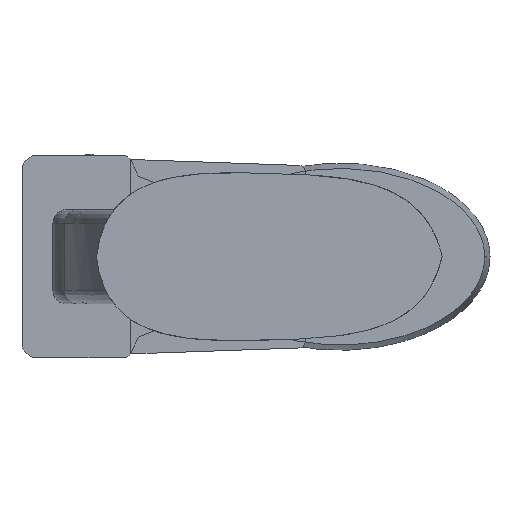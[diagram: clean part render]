
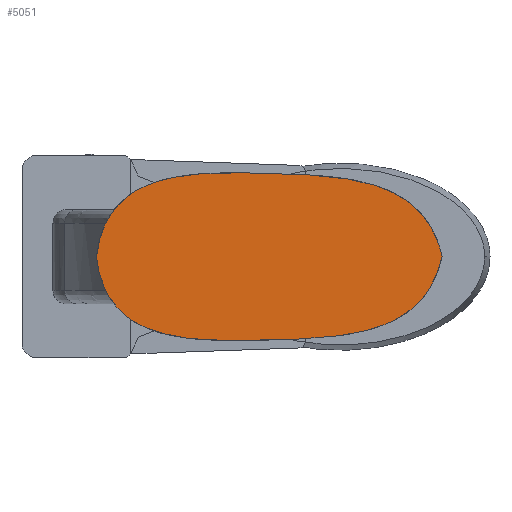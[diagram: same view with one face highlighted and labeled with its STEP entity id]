
A CAD part, front view. The second image highlights one B-rep face of the part: STEP entity #5051.
In plain terms, the highlighted planar face has unit normal (0, -1, 0).
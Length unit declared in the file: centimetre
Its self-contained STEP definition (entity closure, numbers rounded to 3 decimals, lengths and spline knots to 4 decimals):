
#240 = PLANE ( 'NONE',  #3553 ) ;
#364 = ORIENTED_EDGE ( 'NONE', *, *, #7153, .F. ) ;
#457 = ORIENTED_EDGE ( 'NONE', *, *, #6728, .F. ) ;
#628 = CARTESIAN_POINT ( 'NONE',  ( 25.638, 0., 12.5828 ) ) ;
#864 = DIRECTION ( 'NONE',  ( 0., 0., -1. ) ) ;
#1256 = CARTESIAN_POINT ( 'NONE',  ( 51.4, 0., 0. ) ) ;
#1263 = B_SPLINE_CURVE_WITH_KNOTS ( 'NONE', 3,
 ( #6869, #3112, #628, #5000, #1256 ),
 .UNSPECIFIED., .F., .F.,
 ( 4, 1, 4 ),
 ( 0., 0.5067, 1. ),
 .UNSPECIFIED. ) ;
#1497 = VERTEX_POINT ( 'NONE', #7662 ) ;
#2091 = CARTESIAN_POINT ( 'NONE',  ( 25.2266, 0., 12.4127 ) ) ;
#2124 = B_SPLINE_CURVE_WITH_KNOTS ( 'NONE', 3,
 ( #7275, #5933, #7303, #3555, #7934 ),
 .UNSPECIFIED., .F., .F.,
 ( 4, 1, 4 ),
 ( 0., 0.4933, 1. ),
 .UNSPECIFIED. ) ;
#2431 = VERTEX_POINT ( 'NONE', #5089 ) ;
#3112 = CARTESIAN_POINT ( 'NONE',  ( 1.479, 0., 12.8702 ) ) ;
#3553 = AXIS2_PLACEMENT_3D ( 'NONE', #2091, #4605, #864 ) ;
#3555 = CARTESIAN_POINT ( 'NONE',  ( 1.479, 0., -12.8702 ) ) ;
#3800 = FACE_OUTER_BOUND ( 'NONE', #7293, .T. ) ;
#4605 = DIRECTION ( 'NONE',  ( 0., -1., 0. ) ) ;
#5000 = CARTESIAN_POINT ( 'NONE',  ( 48.7826, 0., 11.5982 ) ) ;
#5051 = ADVANCED_FACE ( 'NONE', ( #3800 ), #240, .T. ) ;
#5089 = CARTESIAN_POINT ( 'NONE',  ( 51.4, 0., 0. ) ) ;
#5933 = CARTESIAN_POINT ( 'NONE',  ( 48.7826, 0., -11.5982 ) ) ;
#6728 = EDGE_CURVE ( 'NONE', #1497, #2431, #1263, .T. ) ;
#6869 = CARTESIAN_POINT ( 'NONE',  ( 0., 0., 0. ) ) ;
#7153 = EDGE_CURVE ( 'NONE', #2431, #1497, #2124, .T. ) ;
#7275 = CARTESIAN_POINT ( 'NONE',  ( 51.4, 0., 0. ) ) ;
#7293 = EDGE_LOOP ( 'NONE', ( #457, #364 ) ) ;
#7303 = CARTESIAN_POINT ( 'NONE',  ( 25.638, 0., -12.5828 ) ) ;
#7662 = CARTESIAN_POINT ( 'NONE',  ( 0., 0., 0. ) ) ;
#7934 = CARTESIAN_POINT ( 'NONE',  ( 0., 0., 0. ) ) ;
